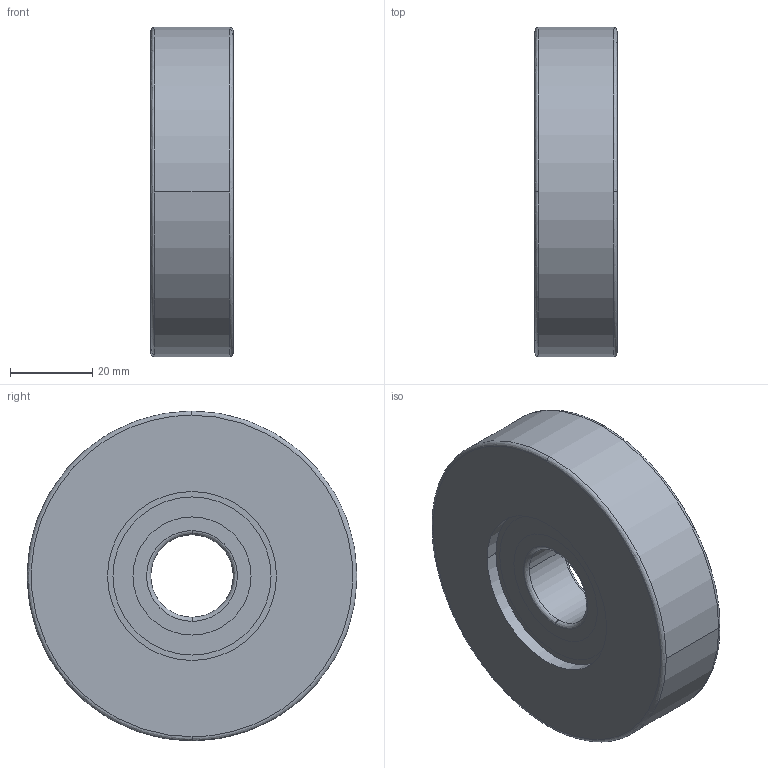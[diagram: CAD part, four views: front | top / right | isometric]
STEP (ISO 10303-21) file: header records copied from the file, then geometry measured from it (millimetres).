
FILE_DESCRIPTION (( 'STEP AP214' ), '1' );
FILE_NAME ('0036294.step', '2020-06-15T07:55:39', ( '' ), ( '' ), 'SwSTEP 2.0', 'SolidWorks 2018', '' );
FILE_SCHEMA (( 'AUTOMOTIVE_DESIGN' ));
Length unit declared in the file: millimetre
Products named in the file (1): 0036294
Bounding box: 20 x 80 x 80 mm (x, y, z)
Volume: 81837.2 mm3; surface area: 21668 mm2
Topology: 3 solids, 3 shells, 80 faces, 279 edges, 167 vertices
Faces by surface type: bspline 46, cylinder 24, plane 10
Entity records: 4286 total; most frequent: CARTESIAN_POINT 1951, ORIENTED_EDGE 502, DIRECTION 356, EDGE_CURVE 251, VERTEX_POINT 167, AXIS2_PLACEMENT_3D 166, CIRCLE 131, B_SPLINE_CURVE_WITH_KNOTS 92
